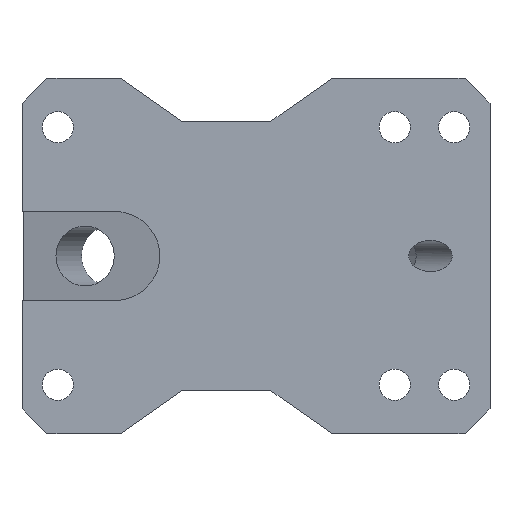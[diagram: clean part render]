
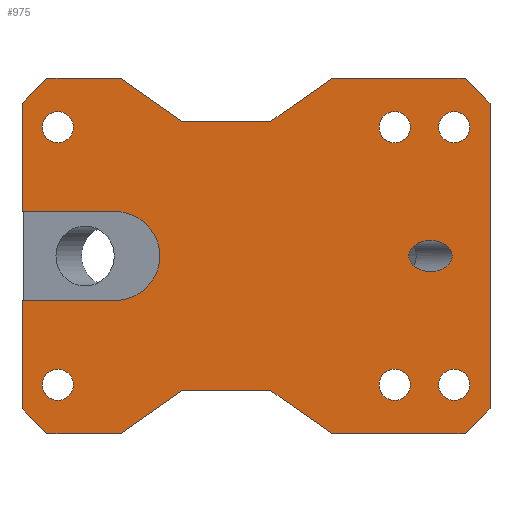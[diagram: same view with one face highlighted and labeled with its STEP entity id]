
A CAD part, front view. The second image highlights one B-rep face of the part: STEP entity #975.
In plain terms, the highlighted planar face has unit normal (0, -1, 0).
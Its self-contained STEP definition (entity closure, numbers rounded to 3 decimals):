
#25=FACE_BOUND('',#393,.T.);
#26=FACE_BOUND('',#394,.T.);
#27=FACE_BOUND('',#395,.T.);
#28=FACE_BOUND('',#396,.T.);
#29=FACE_BOUND('',#397,.T.);
#30=FACE_BOUND('',#398,.T.);
#31=FACE_BOUND('',#399,.T.);
#34=ELLIPSE('',#1023,3.475,2.5);
#35=ELLIPSE('',#1030,7.353,7.15);
#67=PLANE('',#1074);
#90=LINE('',#1453,#189);
#97=LINE('',#1472,#196);
#105=LINE('',#1488,#204);
#111=LINE('',#1499,#210);
#138=LINE('',#1581,#237);
#141=LINE('',#1586,#240);
#143=LINE('',#1589,#242);
#144=LINE('',#1592,#243);
#146=LINE('',#1596,#245);
#148=LINE('',#1600,#247);
#150=LINE('',#1604,#249);
#152=LINE('',#1608,#251);
#154=LINE('',#1612,#253);
#156=LINE('',#1616,#255);
#159=LINE('',#1621,#258);
#160=LINE('',#1624,#259);
#162=LINE('',#1628,#261);
#164=LINE('',#1632,#263);
#166=LINE('',#1635,#265);
#189=VECTOR('',#1169,10.);
#196=VECTOR('',#1184,10.);
#204=VECTOR('',#1200,10.);
#210=VECTOR('',#1208,10.);
#237=VECTOR('',#1287,10.);
#240=VECTOR('',#1292,10.);
#242=VECTOR('',#1296,10.);
#243=VECTOR('',#1299,10.);
#245=VECTOR('',#1303,10.);
#247=VECTOR('',#1307,10.);
#249=VECTOR('',#1311,10.);
#251=VECTOR('',#1315,10.);
#253=VECTOR('',#1319,10.);
#255=VECTOR('',#1323,10.);
#258=VECTOR('',#1328,10.);
#259=VECTOR('',#1331,10.);
#261=VECTOR('',#1335,10.);
#263=VECTOR('',#1339,10.);
#265=VECTOR('',#1343,10.);
#332=FACE_OUTER_BOUND('',#392,.T.);
#392=EDGE_LOOP('',(#896,#897,#898,#899,#900,#901,#902,#903,#904,#905,#906,
#907,#908,#909,#910,#911,#912,#913,#914,#915));
#393=EDGE_LOOP('',(#916));
#394=EDGE_LOOP('',(#917));
#395=EDGE_LOOP('',(#918));
#396=EDGE_LOOP('',(#919));
#397=EDGE_LOOP('',(#920));
#398=EDGE_LOOP('',(#921));
#399=EDGE_LOOP('',(#922));
#426=CIRCLE('',#1048,2.5);
#427=CIRCLE('',#1050,2.5);
#428=CIRCLE('',#1052,2.5);
#429=CIRCLE('',#1054,2.5);
#430=CIRCLE('',#1056,2.5);
#431=CIRCLE('',#1058,2.5);
#458=VERTEX_POINT('',#1447);
#459=VERTEX_POINT('',#1451);
#460=VERTEX_POINT('',#1452);
#467=VERTEX_POINT('',#1470);
#468=VERTEX_POINT('',#1471);
#472=VERTEX_POINT('',#1487);
#476=VERTEX_POINT('',#1497);
#498=VERTEX_POINT('',#1555);
#499=VERTEX_POINT('',#1559);
#500=VERTEX_POINT('',#1563);
#501=VERTEX_POINT('',#1567);
#502=VERTEX_POINT('',#1571);
#503=VERTEX_POINT('',#1575);
#504=VERTEX_POINT('',#1579);
#505=VERTEX_POINT('',#1580);
#506=VERTEX_POINT('',#1585);
#507=VERTEX_POINT('',#1591);
#508=VERTEX_POINT('',#1595);
#509=VERTEX_POINT('',#1599);
#510=VERTEX_POINT('',#1603);
#511=VERTEX_POINT('',#1607);
#512=VERTEX_POINT('',#1611);
#513=VERTEX_POINT('',#1615);
#514=VERTEX_POINT('',#1619);
#515=VERTEX_POINT('',#1623);
#516=VERTEX_POINT('',#1627);
#517=VERTEX_POINT('',#1631);
#559=EDGE_CURVE('',#458,#458,#34,.T.);
#560=EDGE_CURVE('',#459,#460,#90,.T.);
#569=EDGE_CURVE('',#467,#468,#97,.T.);
#573=EDGE_CURVE('',#468,#459,#35,.T.);
#578=EDGE_CURVE('',#472,#467,#105,.T.);
#584=EDGE_CURVE('',#460,#476,#111,.T.);
#613=EDGE_CURVE('',#498,#498,#426,.T.);
#615=EDGE_CURVE('',#499,#499,#427,.T.);
#617=EDGE_CURVE('',#500,#500,#428,.T.);
#619=EDGE_CURVE('',#501,#501,#429,.T.);
#621=EDGE_CURVE('',#502,#502,#430,.T.);
#623=EDGE_CURVE('',#503,#503,#431,.T.);
#624=EDGE_CURVE('',#504,#505,#138,.T.);
#627=EDGE_CURVE('',#504,#506,#141,.T.);
#629=EDGE_CURVE('',#472,#506,#143,.T.);
#630=EDGE_CURVE('',#507,#476,#144,.T.);
#632=EDGE_CURVE('',#507,#508,#146,.T.);
#634=EDGE_CURVE('',#508,#509,#148,.T.);
#636=EDGE_CURVE('',#509,#510,#150,.T.);
#638=EDGE_CURVE('',#510,#511,#152,.T.);
#640=EDGE_CURVE('',#511,#512,#154,.T.);
#642=EDGE_CURVE('',#513,#512,#156,.T.);
#645=EDGE_CURVE('',#513,#514,#159,.T.);
#646=EDGE_CURVE('',#515,#514,#160,.T.);
#648=EDGE_CURVE('',#515,#516,#162,.T.);
#650=EDGE_CURVE('',#517,#516,#164,.T.);
#652=EDGE_CURVE('',#505,#517,#166,.T.);
#896=ORIENTED_EDGE('',*,*,#560,.T.);
#897=ORIENTED_EDGE('',*,*,#584,.T.);
#898=ORIENTED_EDGE('',*,*,#630,.F.);
#899=ORIENTED_EDGE('',*,*,#632,.T.);
#900=ORIENTED_EDGE('',*,*,#634,.T.);
#901=ORIENTED_EDGE('',*,*,#636,.T.);
#902=ORIENTED_EDGE('',*,*,#638,.T.);
#903=ORIENTED_EDGE('',*,*,#640,.T.);
#904=ORIENTED_EDGE('',*,*,#642,.F.);
#905=ORIENTED_EDGE('',*,*,#645,.T.);
#906=ORIENTED_EDGE('',*,*,#646,.F.);
#907=ORIENTED_EDGE('',*,*,#648,.T.);
#908=ORIENTED_EDGE('',*,*,#650,.F.);
#909=ORIENTED_EDGE('',*,*,#652,.F.);
#910=ORIENTED_EDGE('',*,*,#624,.F.);
#911=ORIENTED_EDGE('',*,*,#627,.T.);
#912=ORIENTED_EDGE('',*,*,#629,.F.);
#913=ORIENTED_EDGE('',*,*,#578,.T.);
#914=ORIENTED_EDGE('',*,*,#569,.T.);
#915=ORIENTED_EDGE('',*,*,#573,.T.);
#916=ORIENTED_EDGE('',*,*,#559,.T.);
#917=ORIENTED_EDGE('',*,*,#623,.F.);
#918=ORIENTED_EDGE('',*,*,#621,.F.);
#919=ORIENTED_EDGE('',*,*,#619,.F.);
#920=ORIENTED_EDGE('',*,*,#617,.F.);
#921=ORIENTED_EDGE('',*,*,#615,.F.);
#922=ORIENTED_EDGE('',*,*,#613,.F.);
#975=ADVANCED_FACE('',(#332,#25,#26,#27,#28,#29,#30,#31),#67,.F.);
#1023=AXIS2_PLACEMENT_3D('',#1449,#1165,#1166);
#1030=AXIS2_PLACEMENT_3D('',#1478,#1190,#1191);
#1048=AXIS2_PLACEMENT_3D('',#1557,#1258,#1259);
#1050=AXIS2_PLACEMENT_3D('',#1561,#1263,#1264);
#1052=AXIS2_PLACEMENT_3D('',#1565,#1268,#1269);
#1054=AXIS2_PLACEMENT_3D('',#1569,#1273,#1274);
#1056=AXIS2_PLACEMENT_3D('',#1573,#1278,#1279);
#1058=AXIS2_PLACEMENT_3D('',#1577,#1283,#1284);
#1074=AXIS2_PLACEMENT_3D('',#1636,#1344,#1345);
#1165=DIRECTION('center_axis',(0.,1.,0.));
#1166=DIRECTION('ref_axis',(-1.,0.,0.));
#1169=DIRECTION('',(-1.,0.,0.));
#1184=DIRECTION('',(1.,0.,0.));
#1190=DIRECTION('center_axis',(0.,1.,0.));
#1191=DIRECTION('ref_axis',(1.,0.,0.));
#1200=DIRECTION('',(0.,0.,-1.));
#1208=DIRECTION('',(0.,0.,-1.));
#1258=DIRECTION('center_axis',(0.,-1.,0.));
#1259=DIRECTION('ref_axis',(1.,0.,0.));
#1263=DIRECTION('center_axis',(0.,-1.,0.));
#1264=DIRECTION('ref_axis',(1.,0.,0.));
#1268=DIRECTION('center_axis',(0.,-1.,0.));
#1269=DIRECTION('ref_axis',(1.,0.,0.));
#1273=DIRECTION('center_axis',(0.,-1.,0.));
#1274=DIRECTION('ref_axis',(1.,0.,0.));
#1278=DIRECTION('center_axis',(0.,-1.,0.));
#1279=DIRECTION('ref_axis',(1.,0.,0.));
#1283=DIRECTION('center_axis',(0.,-1.,0.));
#1284=DIRECTION('ref_axis',(1.,0.,0.));
#1287=DIRECTION('',(0.819,0.,-0.574));
#1292=DIRECTION('',(-1.,0.,0.));
#1296=DIRECTION('',(0.707,0.,0.707));
#1299=DIRECTION('',(-0.707,0.,0.707));
#1303=DIRECTION('',(1.,0.,0.));
#1307=DIRECTION('',(0.819,0.,0.574));
#1311=DIRECTION('',(1.,0.,0.));
#1315=DIRECTION('',(0.819,0.,-0.574));
#1319=DIRECTION('',(1.,0.,0.));
#1323=DIRECTION('',(-0.707,0.,-0.707));
#1328=DIRECTION('',(0.,0.,1.));
#1331=DIRECTION('',(0.707,0.,-0.707));
#1335=DIRECTION('',(-1.,0.,0.));
#1339=DIRECTION('',(0.819,0.,0.574));
#1343=DIRECTION('',(1.,0.,0.));
#1344=DIRECTION('center_axis',(0.,1.,0.));
#1345=DIRECTION('ref_axis',(1.,0.,0.));
#1447=CARTESIAN_POINT('',(40.46,0.,6.));
#1449=CARTESIAN_POINT('Origin',(40.46,0.,
8.5));
#1451=CARTESIAN_POINT('',(-10.247,0.,1.35));
#1452=CARTESIAN_POINT('',(-25.,0.,1.35));
#1453=CARTESIAN_POINT('',(-6.468,0.,1.35));
#1470=CARTESIAN_POINT('',(-25.,0.,15.65));
#1471=CARTESIAN_POINT('',(-10.247,0.,15.65));
#1472=CARTESIAN_POINT('',(2.283,0.,15.65));
#1478=CARTESIAN_POINT('Origin',(-10.247,0.,8.5));
#1487=CARTESIAN_POINT('',(-25.,0.,33.));
#1488=CARTESIAN_POINT('',(-25.,0.,33.));
#1497=CARTESIAN_POINT('',(-25.,0.,-16.));
#1499=CARTESIAN_POINT('',(-25.,0.,33.));
#1555=CARTESIAN_POINT('',(-21.75,0.,29.138));
#1557=CARTESIAN_POINT('Origin',(-19.25,0.,29.138));
#1559=CARTESIAN_POINT('',(-21.75,0.,-12.138));
#1561=CARTESIAN_POINT('Origin',(-19.25,0.,-12.138));
#1563=CARTESIAN_POINT('',(32.225,0.,-12.138));
#1565=CARTESIAN_POINT('Origin',(34.725,0.,-12.138));
#1567=CARTESIAN_POINT('',(41.75,0.,-12.138));
#1569=CARTESIAN_POINT('Origin',(44.25,0.,-12.138));
#1571=CARTESIAN_POINT('',(41.75,0.,29.138));
#1573=CARTESIAN_POINT('Origin',(44.25,0.,29.138));
#1575=CARTESIAN_POINT('',(32.225,0.,29.138));
#1577=CARTESIAN_POINT('Origin',(34.725,0.,29.138));
#1579=CARTESIAN_POINT('',(-9.25,0.,37.));
#1580=CARTESIAN_POINT('',(0.738,0.,30.));
#1581=CARTESIAN_POINT('',(-9.25,0.,37.));
#1585=CARTESIAN_POINT('',(-21.,0.,37.));
#1586=CARTESIAN_POINT('',(-9.25,0.,37.));
#1589=CARTESIAN_POINT('',(-25.,0.,33.));
#1591=CARTESIAN_POINT('',(-21.,0.,-20.));
#1592=CARTESIAN_POINT('',(-21.,0.,-20.));
#1595=CARTESIAN_POINT('',(-9.25,0.,-20.));
#1596=CARTESIAN_POINT('',(-21.,0.,-20.));
#1599=CARTESIAN_POINT('',(0.738,0.,-13.));
#1600=CARTESIAN_POINT('',(-9.25,0.,-20.));
#1603=CARTESIAN_POINT('',(14.738,0.,-13.));
#1604=CARTESIAN_POINT('',(0.738,0.,-13.));
#1607=CARTESIAN_POINT('',(24.725,0.,-20.));
#1608=CARTESIAN_POINT('',(14.738,0.,-13.));
#1611=CARTESIAN_POINT('',(46.,0.,-20.));
#1612=CARTESIAN_POINT('',(24.725,0.,-20.));
#1615=CARTESIAN_POINT('',(50.,0.,-16.));
#1616=CARTESIAN_POINT('',(50.,0.,-16.));
#1619=CARTESIAN_POINT('',(50.,0.,33.));
#1621=CARTESIAN_POINT('',(50.,0.,-16.));
#1623=CARTESIAN_POINT('',(46.,0.,37.));
#1624=CARTESIAN_POINT('',(46.,0.,37.));
#1627=CARTESIAN_POINT('',(24.725,0.,37.));
#1628=CARTESIAN_POINT('',(46.,0.,37.));
#1631=CARTESIAN_POINT('',(14.738,0.,30.));
#1632=CARTESIAN_POINT('',(14.738,0.,30.));
#1635=CARTESIAN_POINT('',(7.738,0.,30.));
#1636=CARTESIAN_POINT('Origin',(12.5,0.,8.5));
